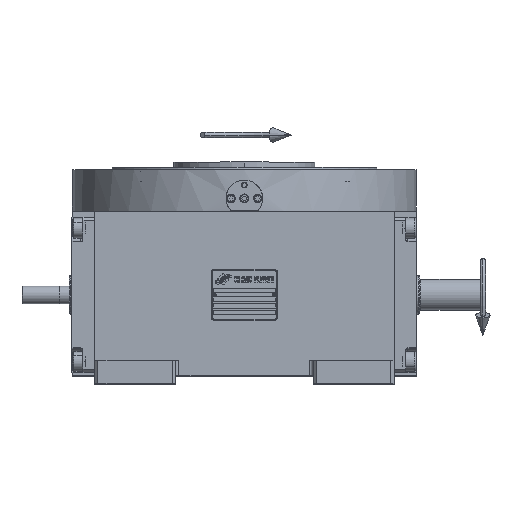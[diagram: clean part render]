
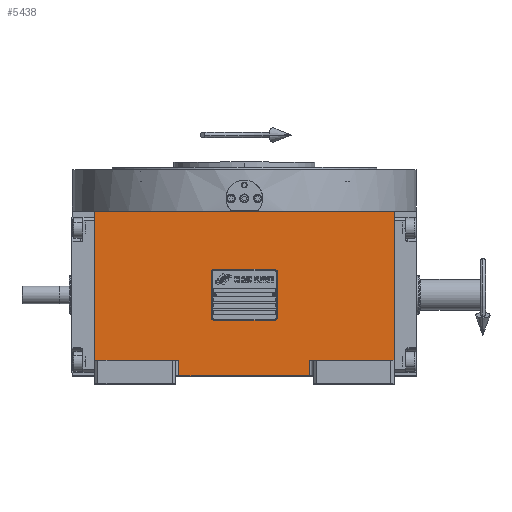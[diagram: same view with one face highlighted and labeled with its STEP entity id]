
A CAD part, top view. The second image highlights one B-rep face of the part: STEP entity #5438.
In plain terms, the highlighted planar face has unit normal (0, 0, 1).
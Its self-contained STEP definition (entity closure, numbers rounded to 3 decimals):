
#963 = ORIENTED_EDGE ( 'NONE', *, *, #31482, .F. ) ;
#2295 = LINE ( 'NONE', #55962, #61588 ) ;
#2377 = CARTESIAN_POINT ( 'NONE',  ( -135., -73., 226. ) ) ;
#2814 = EDGE_CURVE ( 'NONE', #56285, #32601, #25507, .T. ) ;
#2917 = ORIENTED_EDGE ( 'NONE', *, *, #43969, .F. ) ;
#4501 = ORIENTED_EDGE ( 'NONE', *, *, #39091, .T. ) ;
#5438 = ADVANCED_FACE ( 'NONE', ( #23658 ), #9347, .T. ) ;
#5986 = EDGE_CURVE ( 'NONE', #38433, #43402, #2295, .T. ) ;
#7258 = VECTOR ( 'NONE', #66326, 1000. ) ;
#7966 = DIRECTION ( 'NONE',  ( 1., 0., 0. ) ) ;
#9099 = CARTESIAN_POINT ( 'NONE',  ( 59., -59., 226. ) ) ;
#9347 = PLANE ( 'NONE',  #23700 ) ;
#10298 = EDGE_CURVE ( 'NONE', #38433, #53279, #19553, .T. ) ;
#12998 = CARTESIAN_POINT ( 'NONE',  ( -135., 75., 226. ) ) ;
#13779 = EDGE_CURVE ( 'NONE', #56285, #43402, #40012, .T. ) ;
#14351 = DIRECTION ( 'NONE',  ( 1., 0., 0. ) ) ;
#15850 = VECTOR ( 'NONE', #49836, 1000. ) ;
#18676 = CARTESIAN_POINT ( 'NONE',  ( -59., -73., 226. ) ) ;
#19553 = LINE ( 'NONE', #9099, #52275 ) ;
#19919 = CARTESIAN_POINT ( 'NONE',  ( -135., -59., 226. ) ) ;
#20413 = ORIENTED_EDGE ( 'NONE', *, *, #5986, .F. ) ;
#22058 = VECTOR ( 'NONE', #56862, 1000. ) ;
#23658 = FACE_OUTER_BOUND ( 'NONE', #56476, .T. ) ;
#23700 = AXIS2_PLACEMENT_3D ( 'NONE', #2377, #55708, #41055 ) ;
#25452 = DIRECTION ( 'NONE',  ( 1., 0., 0. ) ) ;
#25507 = LINE ( 'NONE', #46081, #22058 ) ;
#27814 = CARTESIAN_POINT ( 'NONE',  ( 135., -59., 226. ) ) ;
#28588 = CARTESIAN_POINT ( 'NONE',  ( -135., -59., 226. ) ) ;
#28686 = CARTESIAN_POINT ( 'NONE',  ( 135., 75., 226. ) ) ;
#29126 = CARTESIAN_POINT ( 'NONE',  ( 135., -59., 226. ) ) ;
#31168 = EDGE_CURVE ( 'NONE', #42378, #32601, #67628, .T. ) ;
#31482 = EDGE_CURVE ( 'NONE', #42378, #64044, #44945, .T. ) ;
#31657 = ORIENTED_EDGE ( 'NONE', *, *, #31168, .T. ) ;
#32384 = CARTESIAN_POINT ( 'NONE',  ( 59., -59., 226. ) ) ;
#32601 = VERTEX_POINT ( 'NONE', #65040 ) ;
#33355 = CARTESIAN_POINT ( 'NONE',  ( -135., -59., 226. ) ) ;
#35341 = LINE ( 'NONE', #56228, #7258 ) ;
#35882 = VECTOR ( 'NONE', #61498, 1000. ) ;
#36075 = VERTEX_POINT ( 'NONE', #28686 ) ;
#37530 = ORIENTED_EDGE ( 'NONE', *, *, #13779, .T. ) ;
#37891 = CARTESIAN_POINT ( 'NONE',  ( 59., -73., 226. ) ) ;
#38433 = VERTEX_POINT ( 'NONE', #32384 ) ;
#39091 = EDGE_CURVE ( 'NONE', #53279, #36075, #39236, .T. ) ;
#39236 = LINE ( 'NONE', #29126, #35882 ) ;
#40012 = LINE ( 'NONE', #51170, #50822 ) ;
#41055 = DIRECTION ( 'NONE',  ( 1., 0., 0. ) ) ;
#42378 = VERTEX_POINT ( 'NONE', #33355 ) ;
#43402 = VERTEX_POINT ( 'NONE', #37891 ) ;
#43969 = EDGE_CURVE ( 'NONE', #64044, #36075, #35341, .T. ) ;
#44945 = LINE ( 'NONE', #28588, #15850 ) ;
#45046 = ORIENTED_EDGE ( 'NONE', *, *, #10298, .T. ) ;
#46081 = CARTESIAN_POINT ( 'NONE',  ( -59., -73., 226. ) ) ;
#46966 = VECTOR ( 'NONE', #14351, 1000. ) ;
#49836 = DIRECTION ( 'NONE',  ( 0., 1., 0. ) ) ;
#50822 = VECTOR ( 'NONE', #7966, 1000. ) ;
#51170 = CARTESIAN_POINT ( 'NONE',  ( -59., -73., 226. ) ) ;
#51730 = ORIENTED_EDGE ( 'NONE', *, *, #2814, .F. ) ;
#52275 = VECTOR ( 'NONE', #25452, 1000. ) ;
#53279 = VERTEX_POINT ( 'NONE', #27814 ) ;
#55621 = DIRECTION ( 'NONE',  ( 0., -1., 0. ) ) ;
#55708 = DIRECTION ( 'NONE',  ( 0., 0., 1. ) ) ;
#55962 = CARTESIAN_POINT ( 'NONE',  ( 59., -59., 226. ) ) ;
#56228 = CARTESIAN_POINT ( 'NONE',  ( -135., 75., 226. ) ) ;
#56285 = VERTEX_POINT ( 'NONE', #18676 ) ;
#56476 = EDGE_LOOP ( 'NONE', ( #37530, #20413, #45046, #4501, #2917, #963, #31657, #51730 ) ) ;
#56862 = DIRECTION ( 'NONE',  ( 0., 1., 0. ) ) ;
#61498 = DIRECTION ( 'NONE',  ( 0., 1., 0. ) ) ;
#61588 = VECTOR ( 'NONE', #55621, 1000. ) ;
#64044 = VERTEX_POINT ( 'NONE', #12998 ) ;
#65040 = CARTESIAN_POINT ( 'NONE',  ( -59., -59., 226. ) ) ;
#66326 = DIRECTION ( 'NONE',  ( 1., 0., 0. ) ) ;
#67628 = LINE ( 'NONE', #19919, #46966 ) ;
